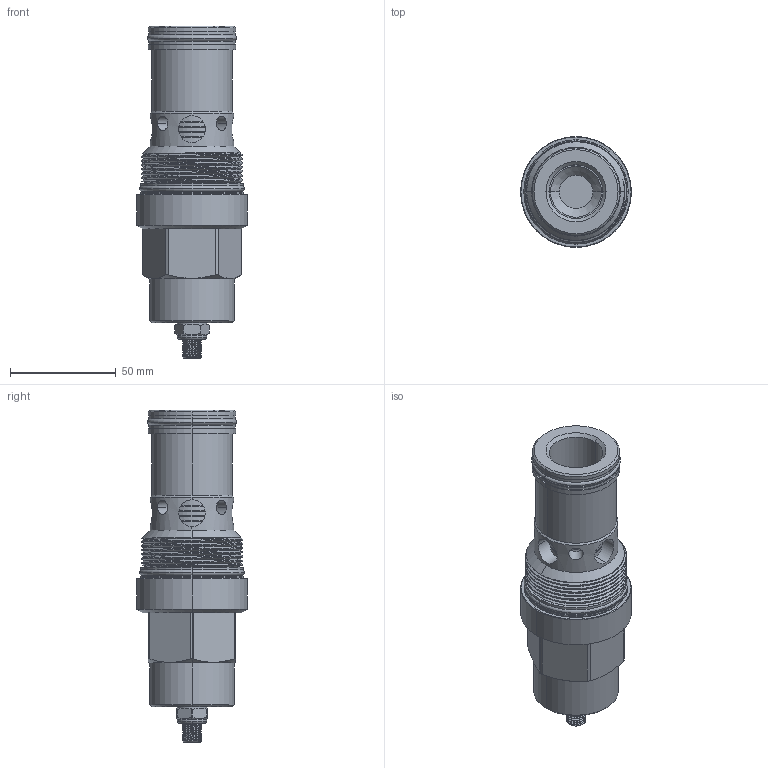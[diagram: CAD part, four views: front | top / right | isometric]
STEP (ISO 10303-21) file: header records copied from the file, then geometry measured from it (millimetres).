
FILE_DESCRIPTION (( 'STEP AP203' ), '1' );
FILE_NAME ('NV18A28-L.STEP', '2016-07-22T02:56:46', ( '' ), ( '' ), 'SwSTEP 2.0', 'SolidWorks 2012', '' );
FILE_SCHEMA (( 'CONFIG_CONTROL_DESIGN' ));
Length unit declared in the file: millimetre
Products named in the file (1): NV18A28-L
Bounding box: 52.37 x 52.37 x 156.79 mm (x, y, z)
Volume: 174354.9 mm3; surface area: 36887.4 mm2
Topology: 5 solids, 5 shells, 325 faces, 874 edges, 531 vertices
Faces by surface type: cylinder 197, plane 59, cone 36, torus 24, bspline 9
Entity records: 17670 total; most frequent: CARTESIAN_POINT 9951, ORIENTED_EDGE 1744, DIRECTION 1510, EDGE_CURVE 872, AXIS2_PLACEMENT_3D 643, VERTEX_POINT 531, EDGE_LOOP 359, CIRCLE 326
